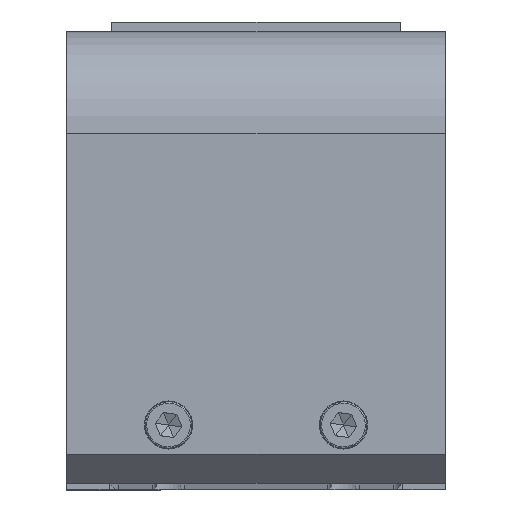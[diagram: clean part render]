
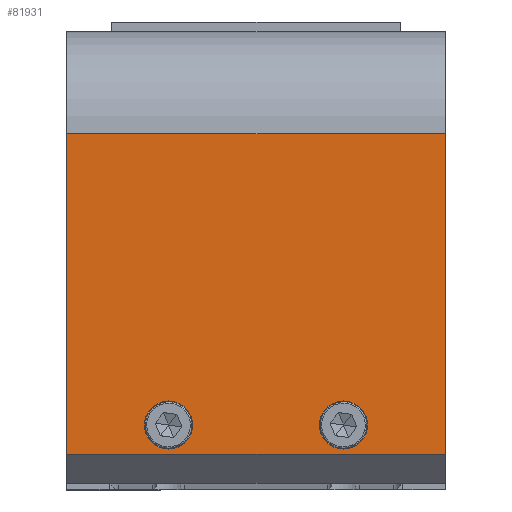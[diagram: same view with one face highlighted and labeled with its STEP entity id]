
A CAD part, top view. The second image highlights one B-rep face of the part: STEP entity #81931.
In plain terms, the highlighted planar face has unit normal (0, 0, 1).
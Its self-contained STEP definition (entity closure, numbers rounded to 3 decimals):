
#3974 = ORIENTED_EDGE ( 'NONE', *, *, #119379, .T. ) ;
#4417 = VERTEX_POINT ( 'NONE', #44787 ) ;
#7075 = VERTEX_POINT ( 'NONE', #76373 ) ;
#8538 = FACE_BOUND ( 'NONE', #119349, .T. ) ;
#11526 = ORIENTED_EDGE ( 'NONE', *, *, #13429, .F. ) ;
#12620 = EDGE_CURVE ( 'NONE', #7075, #4417, #153411, .T. ) ;
#12809 = DIRECTION ( 'NONE',  ( 0., 0., -1. ) ) ;
#13429 = EDGE_CURVE ( 'NONE', #7075, #91776, #169232, .T. ) ;
#16697 = CIRCLE ( 'NONE', #39054, 8.25 ) ;
#17428 = DIRECTION ( 'NONE',  ( 0., 0., 1. ) ) ;
#18043 = DIRECTION ( 'NONE',  ( -1., 0., 0. ) ) ;
#19151 = CARTESIAN_POINT ( 'NONE',  ( 173.467, 207.762, 762.525 ) ) ;
#20722 = CARTESIAN_POINT ( 'NONE',  ( 105.217, 207.762, 762.525 ) ) ;
#24290 = VECTOR ( 'NONE', #104550, 1000. ) ;
#28639 = DIRECTION ( 'NONE',  ( -1., 0., 0. ) ) ;
#31391 = VERTEX_POINT ( 'NONE', #20722 ) ;
#33765 = DIRECTION ( 'NONE',  ( 0., 0., 1. ) ) ;
#33792 = DIRECTION ( 'NONE',  ( 1., 0., 0. ) ) ;
#35547 = CARTESIAN_POINT ( 'NONE',  ( 78.467, 197.762, 762.525 ) ) ;
#38809 = LINE ( 'NONE', #51050, #169807 ) ;
#39054 = AXIS2_PLACEMENT_3D ( 'NONE', #143717, #61698, #33792 ) ;
#41813 = CARTESIAN_POINT ( 'NONE',  ( 181.717, 207.762, 762.525 ) ) ;
#44787 = CARTESIAN_POINT ( 'NONE',  ( 78.467, 307.762, 762.525 ) ) ;
#46818 = VERTEX_POINT ( 'NONE', #120487 ) ;
#47936 = DIRECTION ( 'NONE',  ( 0., 0., 1. ) ) ;
#48966 = VECTOR ( 'NONE', #18043, 1000. ) ;
#50537 = FACE_BOUND ( 'NONE', #129476, .T. ) ;
#51050 = CARTESIAN_POINT ( 'NONE',  ( 78.467, 197.762, 762.525 ) ) ;
#56253 = VECTOR ( 'NONE', #85238, 1000. ) ;
#57557 = EDGE_CURVE ( 'NONE', #46818, #31391, #155489, .T. ) ;
#59111 = DIRECTION ( 'NONE',  ( 1., 0., 0. ) ) ;
#60805 = CARTESIAN_POINT ( 'NONE',  ( 173.467, 207.762, 762.525 ) ) ;
#61030 = PLANE ( 'NONE',  #150722 ) ;
#61698 = DIRECTION ( 'NONE',  ( 0., 0., 1. ) ) ;
#64096 = CIRCLE ( 'NONE', #167353, 8.25 ) ;
#70761 = DIRECTION ( 'NONE',  ( 1., 0., 0. ) ) ;
#75891 = FACE_OUTER_BOUND ( 'NONE', #170988, .T. ) ;
#76373 = CARTESIAN_POINT ( 'NONE',  ( 208.467, 307.762, 762.525 ) ) ;
#76675 = EDGE_CURVE ( 'NONE', #145559, #155191, #64096, .T. ) ;
#80291 = AXIS2_PLACEMENT_3D ( 'NONE', #137964, #17428, #70761 ) ;
#81931 = ADVANCED_FACE ( 'NONE', ( #8538, #50537, #75891 ), #61030, .F. ) ;
#82664 = LINE ( 'NONE', #98376, #56253 ) ;
#85238 = DIRECTION ( 'NONE',  ( -1., 0., 0. ) ) ;
#90683 = ORIENTED_EDGE ( 'NONE', *, *, #170217, .F. ) ;
#91776 = VERTEX_POINT ( 'NONE', #102751 ) ;
#96591 = EDGE_CURVE ( 'NONE', #91776, #118961, #82664, .T. ) ;
#98376 = CARTESIAN_POINT ( 'NONE',  ( 208.467, 197.762, 762.525 ) ) ;
#101118 = ORIENTED_EDGE ( 'NONE', *, *, #96591, .F. ) ;
#102751 = CARTESIAN_POINT ( 'NONE',  ( 208.467, 197.762, 762.525 ) ) ;
#104550 = DIRECTION ( 'NONE',  ( 0., -1., 0. ) ) ;
#106151 = EDGE_CURVE ( 'NONE', #155191, #145559, #168841, .T. ) ;
#108098 = CARTESIAN_POINT ( 'NONE',  ( 208.467, 197.762, 762.525 ) ) ;
#110687 = CARTESIAN_POINT ( 'NONE',  ( 165.217, 207.762, 762.525 ) ) ;
#118961 = VERTEX_POINT ( 'NONE', #35547 ) ;
#119085 = ORIENTED_EDGE ( 'NONE', *, *, #76675, .F. ) ;
#119349 = EDGE_LOOP ( 'NONE', ( #156439, #90683 ) ) ;
#119379 = EDGE_CURVE ( 'NONE', #4417, #118961, #38809, .T. ) ;
#120487 = CARTESIAN_POINT ( 'NONE',  ( 121.717, 207.762, 762.525 ) ) ;
#125589 = CARTESIAN_POINT ( 'NONE',  ( 208.467, 307.762, 762.525 ) ) ;
#129476 = EDGE_LOOP ( 'NONE', ( #119085, #146638 ) ) ;
#137964 = CARTESIAN_POINT ( 'NONE',  ( 113.467, 207.762, 762.525 ) ) ;
#143717 = CARTESIAN_POINT ( 'NONE',  ( 113.467, 207.762, 762.525 ) ) ;
#145312 = DIRECTION ( 'NONE',  ( 0., -1., 0. ) ) ;
#145559 = VERTEX_POINT ( 'NONE', #41813 ) ;
#146638 = ORIENTED_EDGE ( 'NONE', *, *, #106151, .F. ) ;
#150722 = AXIS2_PLACEMENT_3D ( 'NONE', #108098, #12809, #28639 ) ;
#153411 = LINE ( 'NONE', #125589, #48966 ) ;
#155191 = VERTEX_POINT ( 'NONE', #110687 ) ;
#155489 = CIRCLE ( 'NONE', #80291, 8.25 ) ;
#156022 = CARTESIAN_POINT ( 'NONE',  ( 208.467, 197.762, 762.525 ) ) ;
#156439 = ORIENTED_EDGE ( 'NONE', *, *, #57557, .F. ) ;
#156487 = ORIENTED_EDGE ( 'NONE', *, *, #12620, .T. ) ;
#157492 = AXIS2_PLACEMENT_3D ( 'NONE', #19151, #47936, #166794 ) ;
#166794 = DIRECTION ( 'NONE',  ( 1., 0., 0. ) ) ;
#167353 = AXIS2_PLACEMENT_3D ( 'NONE', #60805, #33765, #59111 ) ;
#168841 = CIRCLE ( 'NONE', #157492, 8.25 ) ;
#169232 = LINE ( 'NONE', #156022, #24290 ) ;
#169807 = VECTOR ( 'NONE', #145312, 1000. ) ;
#170217 = EDGE_CURVE ( 'NONE', #31391, #46818, #16697, .T. ) ;
#170988 = EDGE_LOOP ( 'NONE', ( #3974, #101118, #11526, #156487 ) ) ;
